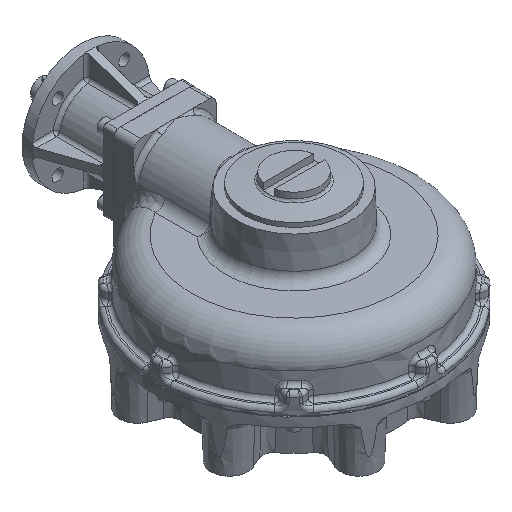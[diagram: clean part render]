
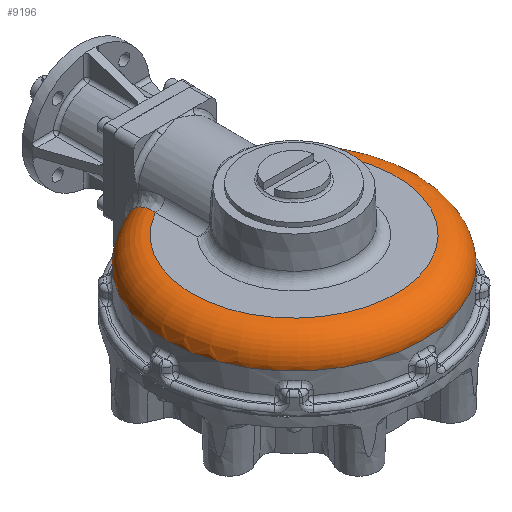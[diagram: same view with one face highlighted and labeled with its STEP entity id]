
A CAD part, isometric view. The second image highlights one B-rep face of the part: STEP entity #9196.
In plain terms, the highlighted toroidal (fillet/blend) face has major radius 151.5 mm and minor radius 40 mm.
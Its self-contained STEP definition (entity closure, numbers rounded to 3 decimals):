
#1263=B_SPLINE_CURVE_WITH_KNOTS('',3,(#29035,#29036,#29037,#29038,#29039,
#29040,#29041,#29042),.UNSPECIFIED.,.F.,.F.,(4,1,1,1,1,4),(0.035,
0.043,0.048,0.052,0.06,
0.068),.UNSPECIFIED.);
#1266=B_SPLINE_CURVE_WITH_KNOTS('',3,(#29128,#29129,#29130,#29131,#29132,
#29133,#29134),.UNSPECIFIED.,.F.,.F.,(4,1,1,1,4),(0.,0.008,
0.017,0.025,0.034),.UNSPECIFIED.);
#1269=B_SPLINE_CURVE_WITH_KNOTS('',3,(#29232,#29233,#29234,#29235,#29236,
#29237,#29238,#29239),.UNSPECIFIED.,.F.,.F.,(4,1,1,1,1,4),(0.,0.009,
0.013,0.017,0.026,0.034),
 .UNSPECIFIED.);
#1271=B_SPLINE_CURVE_WITH_KNOTS('',3,(#29361,#29362,#29363,#29364,#29365,
#29366,#29367,#29368,#29369),.UNSPECIFIED.,.F.,.F.,(4,1,1,1,1,1,4),(0.,
0.008,0.013,0.017,0.021,
0.025,0.034),.UNSPECIFIED.);
#3699=ORIENTED_EDGE('',*,*,#5430,.F.);
#3700=ORIENTED_EDGE('',*,*,#5406,.T.);
#3701=ORIENTED_EDGE('',*,*,#5402,.T.);
#3702=ORIENTED_EDGE('',*,*,#5431,.F.);
#3703=ORIENTED_EDGE('',*,*,#5420,.T.);
#3704=ORIENTED_EDGE('',*,*,#5417,.T.);
#5402=EDGE_CURVE('',#6382,#6380,#1263,.T.);
#5406=EDGE_CURVE('',#6384,#6382,#1266,.T.);
#5417=EDGE_CURVE('',#6388,#6387,#1269,.T.);
#5420=EDGE_CURVE('',#6390,#6388,#1271,.T.);
#5430=EDGE_CURVE('',#6384,#6387,#7070,.T.);
#5431=EDGE_CURVE('',#6390,#6380,#7071,.F.);
#6380=VERTEX_POINT('',#28938);
#6382=VERTEX_POINT('',#29024);
#6384=VERTEX_POINT('',#29114);
#6387=VERTEX_POINT('',#29145);
#6388=VERTEX_POINT('',#29218);
#6390=VERTEX_POINT('',#29349);
#7070=CIRCLE('',#13585,151.5);
#7071=CIRCLE('',#13586,191.5);
#7748=EDGE_LOOP('',(#3699,#3700,#3701,#3702,#3703,#3704));
#8470=FACE_BOUND('',#7748,.T.);
#8704=TOROIDAL_SURFACE('',#13584,151.5,40.);
#9196=ADVANCED_FACE('',(#8470),#8704,.T.);
#13584=AXIS2_PLACEMENT_3D('',#29468,#16028,#16029);
#13585=AXIS2_PLACEMENT_3D('',#29469,#16030,#16031);
#13586=AXIS2_PLACEMENT_3D('',#29470,#16032,#16033);
#16028=DIRECTION('',(0.,0.,1.));
#16029=DIRECTION('',(-1.,0.,0.));
#16030=DIRECTION('',(0.,0.,1.));
#16031=DIRECTION('',(-1.,0.,0.));
#16032=DIRECTION('',(0.,0.,1.));
#16033=DIRECTION('',(-1.,0.,0.));
#28938=CARTESIAN_POINT('',(-70.479,-3.916,-40.3));
#29024=CARTESIAN_POINT('',(-71.894,-18.352,-10.991));
#29035=CARTESIAN_POINT('',(-71.894,-18.352,-10.991));
#29036=CARTESIAN_POINT('',(-71.661,-16.151,-12.776));
#29037=CARTESIAN_POINT('',(-71.359,-13.172,-15.734));
#29038=CARTESIAN_POINT('',(-71.036,-9.87,-20.24));
#29039=CARTESIAN_POINT('',(-70.765,-7.027,-25.187));
#29040=CARTESIAN_POINT('',(-70.542,-4.612,-31.752));
#29041=CARTESIAN_POINT('',(-70.479,-3.916,-37.45));
#29042=CARTESIAN_POINT('',(-70.479,-3.916,-40.3));
#29114=CARTESIAN_POINT('',(-74.565,-50.095,-0.3));
#29128=CARTESIAN_POINT('',(-74.565,-50.095,-0.3));
#29129=CARTESIAN_POINT('',(-74.145,-47.244,-0.3));
#29130=CARTESIAN_POINT('',(-73.45,-41.599,-0.688));
#29131=CARTESIAN_POINT('',(-72.815,-33.338,-2.572));
#29132=CARTESIAN_POINT('',(-72.429,-25.33,-5.993));
#29133=CARTESIAN_POINT('',(-72.13,-20.591,-9.175));
#29134=CARTESIAN_POINT('',(-71.894,-18.352,-10.991));
#29145=CARTESIAN_POINT('',(74.565,-50.095,-0.3));
#29218=CARTESIAN_POINT('',(71.894,-18.352,-10.991));
#29232=CARTESIAN_POINT('',(71.894,-18.352,-10.991));
#29233=CARTESIAN_POINT('',(72.129,-20.584,-9.181));
#29234=CARTESIAN_POINT('',(72.354,-24.133,-6.804));
#29235=CARTESIAN_POINT('',(72.616,-29.24,-4.318));
#29236=CARTESIAN_POINT('',(72.916,-34.634,-2.283));
#29237=CARTESIAN_POINT('',(73.444,-41.555,-0.69));
#29238=CARTESIAN_POINT('',(74.145,-47.248,-0.3));
#29239=CARTESIAN_POINT('',(74.565,-50.095,-0.3));
#29349=CARTESIAN_POINT('',(70.479,-3.916,-40.3));
#29361=CARTESIAN_POINT('',(70.479,-3.916,-40.3));
#29362=CARTESIAN_POINT('',(70.479,-3.916,-37.454));
#29363=CARTESIAN_POINT('',(70.524,-4.414,-33.281));
#29364=CARTESIAN_POINT('',(70.675,-6.052,-27.841));
#29365=CARTESIAN_POINT('',(70.833,-7.737,-23.954));
#29366=CARTESIAN_POINT('',(71.032,-9.825,-20.31));
#29367=CARTESIAN_POINT('',(71.359,-13.177,-15.717));
#29368=CARTESIAN_POINT('',(71.663,-16.171,-12.76));
#29369=CARTESIAN_POINT('',(71.894,-18.352,-10.991));
#29468=CARTESIAN_POINT('',(0.,-181.975,-40.3));
#29469=CARTESIAN_POINT('',(0.,-181.975,-0.3));
#29470=CARTESIAN_POINT('',(0.,-181.975,-40.3));
